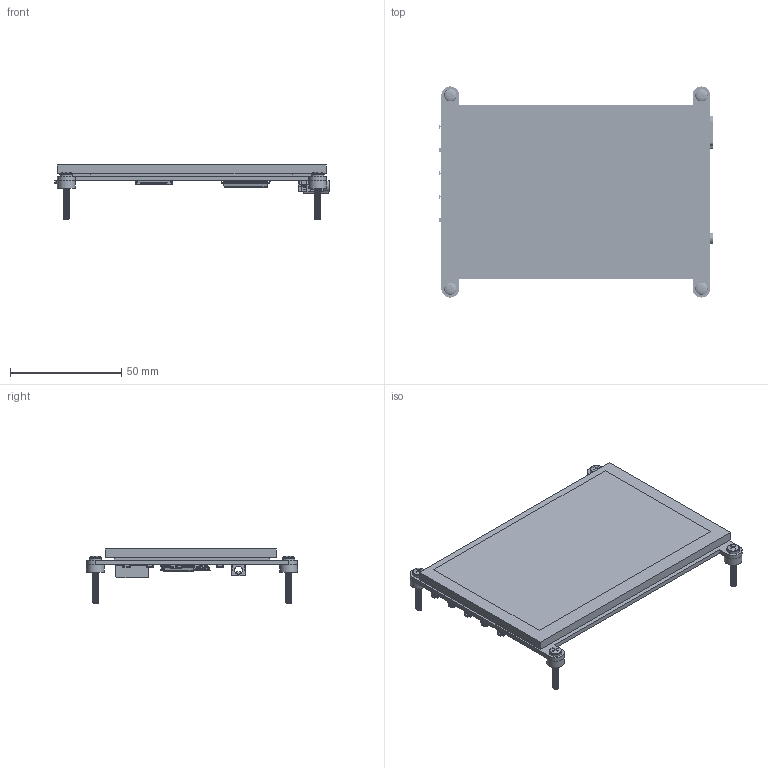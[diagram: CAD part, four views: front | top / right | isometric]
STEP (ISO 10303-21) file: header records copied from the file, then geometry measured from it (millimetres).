
FILE_DESCRIPTION(/* description */ (''),/* implementation_level */ '2;1');
FILE_NAME(/* name */ '5IN LCD Screen + HDMI.step',/* time_stamp */ '2025-11-06T12:10:52-08:00',/* author */ (''),/* organization */ (''),/* preprocessor_version */ 'ST-DEVELOPER v20.1',/* originating_system */ 'Autodesk Translation Framework v14.17.0.0',/* authorisation */ '');
FILE_SCHEMA (('AUTOMOTIVE_DESIGN { 1 0 10303 214 3 1 1 }'));
Products named in the file (17): Cauldron (Chained); 2025-10-07-12-30-44-059; 2025-10-07-12-30-44-062; 2025-10-07-12-30-44-060; 2025-10-07-12-30-44-063; 2025-10-07-12-30-44-063_1; 2025-10-07-12-30-44-063_2; 2025-10-07-12-30-44-064; 2025-10-07-12-30-44-064_1; 2025-10-07-12-30-44-064_2; 2025-10-07-12-30-44-064_3; 2025-10-07-12-30-44-064_4; 2025-10-07-12-30-44-065; 2025-10-07-12-30-44-065_1; 2025-10-07-12-30-44-065_2; 2025-10-07-12-30-44-065_3; 2025-10-07-12-30-44-066
Assembly tree (27 placements, depth 4):
  Cauldron (Chained)
    2025-10-07-12-30-44-059
      2025-10-07-12-30-44-062
        2025-10-07-12-30-44-060
      2025-10-07-12-30-44-063
        2025-10-07-12-30-44-063_2
      2025-10-07-12-30-44-063_1
        2025-10-07-12-30-44-063_2
      2025-10-07-12-30-44-064
        2025-10-07-12-30-44-064_1
        2025-10-07-12-30-44-064_2
        2025-10-07-12-30-44-064_3
        2025-10-07-12-30-44-064_4
      2025-10-07-12-30-44-065
      2025-10-07-12-30-44-065_1
      2025-10-07-12-30-44-065_2  x5
      2025-10-07-12-30-44-065_3  x4
      2025-10-07-12-30-44-066  x4
Bounding box: 123.4 x 95 x 24.3 mm (x, y, z)
Volume: 63671.5 mm3; surface area: 70959.3 mm2
Topology: 26 solids, 26 shells, 6664 faces, 19714 edges, 13012 vertices
Faces by surface type: plane 4849, cylinder 1745, bspline 32, cone 20, sphere 15, torus 3
Full cylindrical faces by diameter (mm): 0.4 x4, 0.5 x5, 1 x6, 1.6 x4, 2.088 x116, 2.781 x80, 3 x8, 3.6 x1, 5 x1, 5.563 x4, 8 x4
Entity records: 148981 total; most frequent: CARTESIAN_POINT 37355, ORIENTED_EDGE 23866, DIRECTION 21873, EDGE_CURVE 11933, LINE 9733, VECTOR 9733, VERTEX_POINT 7880, AXIS2_PLACEMENT_3D 6070
